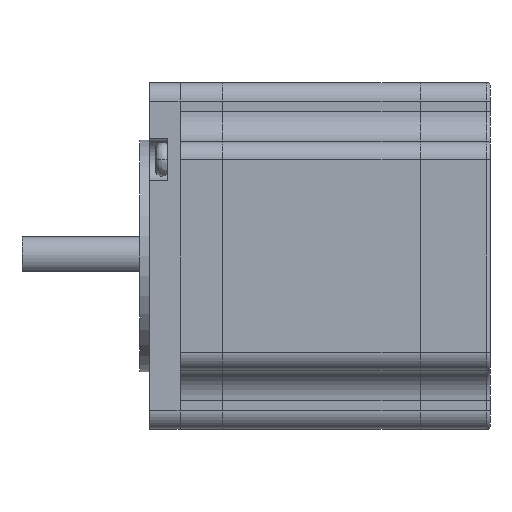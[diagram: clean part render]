
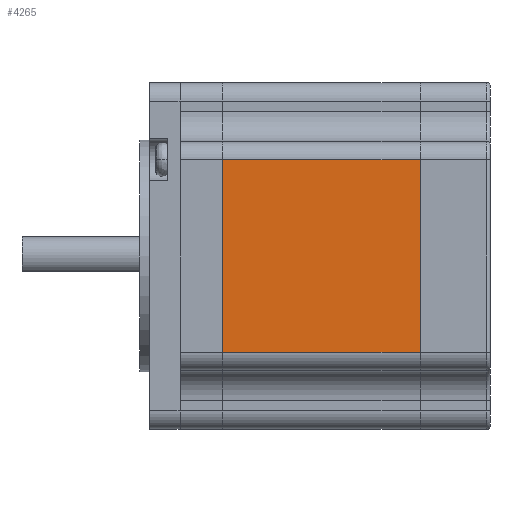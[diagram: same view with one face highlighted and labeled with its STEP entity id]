
A CAD part, left-side view. The second image highlights one B-rep face of the part: STEP entity #4265.
In plain terms, the highlighted planar face has unit normal (-1, 0, 0).
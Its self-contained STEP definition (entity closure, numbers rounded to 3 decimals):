
#437 = DIRECTION ( 'NONE',  ( 0., -1., 0. ) ) ;
#500 = VECTOR ( 'NONE', #1204, 1000. ) ;
#1180 = LINE ( 'NONE', #4278, #2631 ) ;
#1204 = DIRECTION ( 'NONE',  ( 0., 0., -1. ) ) ;
#1294 = LINE ( 'NONE', #2061, #4057 ) ;
#1408 = EDGE_CURVE ( 'NONE', #5642, #3121, #1294, .T. ) ;
#1502 = PLANE ( 'NONE',  #6047 ) ;
#1518 = DIRECTION ( 'NONE',  ( 0., 0., 1. ) ) ;
#1631 = VECTOR ( 'NONE', #2360, 1000. ) ;
#1817 = CARTESIAN_POINT ( 'NONE',  ( 0., 32.5, -12.7 ) ) ;
#1864 = CARTESIAN_POINT ( 'NONE',  ( 0., 0., -12.7 ) ) ;
#2061 = CARTESIAN_POINT ( 'NONE',  ( 0., 32.5, -12.7 ) ) ;
#2168 = DIRECTION ( 'NONE',  ( 0., 0., -1. ) ) ;
#2360 = DIRECTION ( 'NONE',  ( 0., -1., 0. ) ) ;
#2624 = FACE_OUTER_BOUND ( 'NONE', #6213, .T. ) ;
#2631 = VECTOR ( 'NONE', #437, 1000. ) ;
#2668 = ORIENTED_EDGE ( 'NONE', *, *, #3006, .F. ) ;
#2857 = CARTESIAN_POINT ( 'NONE',  ( 0., 0., -12.7 ) ) ;
#3006 = EDGE_CURVE ( 'NONE', #3153, #4632, #3617, .T. ) ;
#3121 = VERTEX_POINT ( 'NONE', #4583 ) ;
#3153 = VERTEX_POINT ( 'NONE', #1864 ) ;
#3162 = CARTESIAN_POINT ( 'NONE',  ( 0., 32.5, -12.7 ) ) ;
#3617 = LINE ( 'NONE', #2857, #500 ) ;
#3640 = ORIENTED_EDGE ( 'NONE', *, *, #1408, .T. ) ;
#4057 = VECTOR ( 'NONE', #2168, 1000. ) ;
#4265 = ADVANCED_FACE ( 'NONE', ( #2624 ), #1502, .T. ) ;
#4278 = CARTESIAN_POINT ( 'NONE',  ( 0., 32.5, -44.3 ) ) ;
#4583 = CARTESIAN_POINT ( 'NONE',  ( 0., 32.5, -44.3 ) ) ;
#4632 = VERTEX_POINT ( 'NONE', #6911 ) ;
#4789 = DIRECTION ( 'NONE',  ( -1., 0., 0. ) ) ;
#5228 = ORIENTED_EDGE ( 'NONE', *, *, #5539, .F. ) ;
#5539 = EDGE_CURVE ( 'NONE', #5642, #3153, #5954, .T. ) ;
#5642 = VERTEX_POINT ( 'NONE', #6757 ) ;
#5954 = LINE ( 'NONE', #1817, #1631 ) ;
#6047 = AXIS2_PLACEMENT_3D ( 'NONE', #3162, #4789, #1518 ) ;
#6136 = ORIENTED_EDGE ( 'NONE', *, *, #6788, .T. ) ;
#6213 = EDGE_LOOP ( 'NONE', ( #2668, #5228, #3640, #6136 ) ) ;
#6757 = CARTESIAN_POINT ( 'NONE',  ( 0., 32.5, -12.7 ) ) ;
#6788 = EDGE_CURVE ( 'NONE', #3121, #4632, #1180, .T. ) ;
#6911 = CARTESIAN_POINT ( 'NONE',  ( 0., 0., -44.3 ) ) ;
